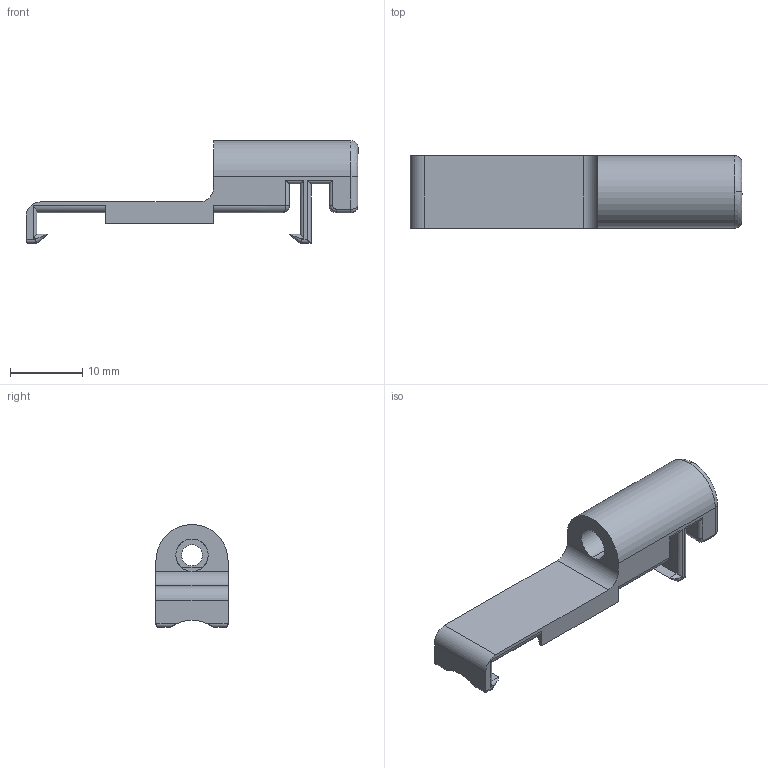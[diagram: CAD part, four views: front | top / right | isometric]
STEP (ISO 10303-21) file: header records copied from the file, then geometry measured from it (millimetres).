
FILE_DESCRIPTION (( 'STEP AP214' ), '1' );
FILE_NAME ('endstop_lever_ver1_ajustavel.step', '2016-04-29T10:40:16', ( '' ), ( '' ), 'SwSTEP 2.0', 'SolidWorks 2016', '' );
FILE_SCHEMA (( 'AUTOMOTIVE_DESIGN' ));
Length unit declared in the file: millimetre
Products named in the file (1): endstop_lever_ver1_ajustavel
Bounding box: 46 x 10 x 14.25 mm (x, y, z)
Volume: 1886.9 mm3; surface area: 2072.6 mm2
Topology: 1 solids, 1 shells, 91 faces, 239 edges, 142 vertices
Faces by surface type: cylinder 52, plane 31, bspline 8
Entity records: 4061 total; most frequent: CARTESIAN_POINT 933, ORIENTED_EDGE 468, DIRECTION 406, EDGE_CURVE 234, LINE 142, VECTOR 142, VERTEX_POINT 142, AXIS2_PLACEMENT_3D 132
